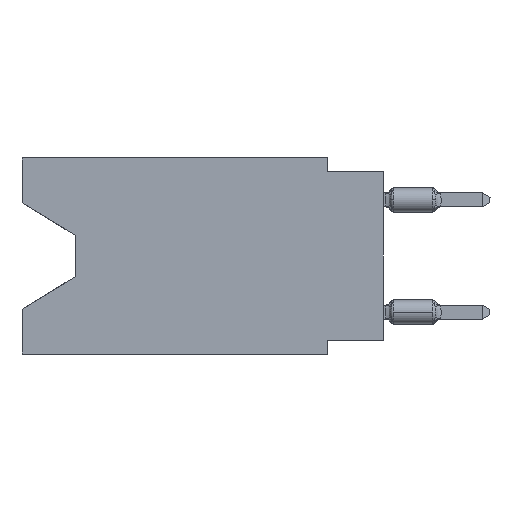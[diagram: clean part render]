
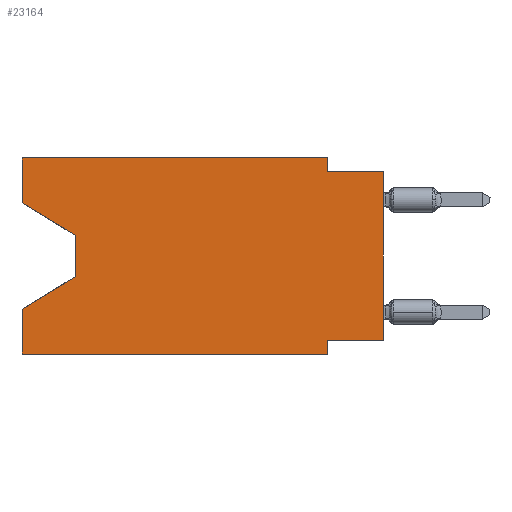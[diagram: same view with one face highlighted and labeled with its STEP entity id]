
A CAD part, left-side view. The second image highlights one B-rep face of the part: STEP entity #23164.
In plain terms, the highlighted planar face has unit normal (-1, 0, 0).
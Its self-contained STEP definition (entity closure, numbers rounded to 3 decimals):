
#52 = VECTOR ( 'NONE', #11282, 1000. ) ;
#935 = AXIS2_PLACEMENT_3D ( 'NONE', #8913, #24887, #3139 ) ;
#1010 = EDGE_CURVE ( 'NONE', #19008, #25502, #6311, .T. ) ;
#1258 = LINE ( 'NONE', #25217, #24908 ) ;
#1591 = VECTOR ( 'NONE', #18428, 1000. ) ;
#2203 = LINE ( 'NONE', #6130, #19230 ) ;
#2608 = ORIENTED_EDGE ( 'NONE', *, *, #24281, .F. ) ;
#3065 = VECTOR ( 'NONE', #21965, 1000. ) ;
#3139 = DIRECTION ( 'NONE',  ( 0., 0., -1. ) ) ;
#3678 = VERTEX_POINT ( 'NONE', #20486 ) ;
#3909 = CARTESIAN_POINT ( 'NONE',  ( 0., 16.383, 0. ) ) ;
#4153 = EDGE_CURVE ( 'NONE', #15425, #4829, #14131, .T. ) ;
#4487 = EDGE_CURVE ( 'NONE', #11921, #13542, #7409, .T. ) ;
#4577 = EDGE_CURVE ( 'NONE', #12856, #3678, #1258, .T. ) ;
#4829 = VERTEX_POINT ( 'NONE', #14611 ) ;
#5174 = CARTESIAN_POINT ( 'NONE',  ( 0., 2.54, -8.255 ) ) ;
#5376 = ORIENTED_EDGE ( 'NONE', *, *, #19854, .T. ) ;
#5998 = LINE ( 'NONE', #13984, #3065 ) ;
#6130 = CARTESIAN_POINT ( 'NONE',  ( 0., 2.54, 0. ) ) ;
#6311 = LINE ( 'NONE', #22405, #13509 ) ;
#6985 = VECTOR ( 'NONE', #11112, 1000. ) ;
#7334 = VECTOR ( 'NONE', #7478, 1000. ) ;
#7409 = LINE ( 'NONE', #11471, #14041 ) ;
#7478 = DIRECTION ( 'NONE',  ( 0., 0., 1. ) ) ;
#7751 = LINE ( 'NONE', #25550, #52 ) ;
#7932 = VERTEX_POINT ( 'NONE', #14949 ) ;
#8001 = ORIENTED_EDGE ( 'NONE', *, *, #1010, .T. ) ;
#8023 = CARTESIAN_POINT ( 'NONE',  ( 0., 16.383, -2.038 ) ) ;
#8535 = VECTOR ( 'NONE', #16520, 1000. ) ;
#8833 = EDGE_CURVE ( 'NONE', #3678, #12414, #2203, .T. ) ;
#8913 = CARTESIAN_POINT ( 'NONE',  ( 0., 16.383, 0. ) ) ;
#9311 = CARTESIAN_POINT ( 'NONE',  ( 0., 16.383, 0. ) ) ;
#9421 = LINE ( 'NONE', #25400, #15591 ) ;
#9919 = ORIENTED_EDGE ( 'NONE', *, *, #4487, .F. ) ;
#9923 = EDGE_CURVE ( 'NONE', #19008, #11921, #25506, .T. ) ;
#9988 = LINE ( 'NONE', #8023, #25565 ) ;
#10060 = LINE ( 'NONE', #10454, #1591 ) ;
#10085 = EDGE_LOOP ( 'NONE', ( #24804, #21764, #19436, #19454, #5376, #9919, #11796, #8001, #2608, #23846, #18809, #19533 ) ) ;
#10454 = CARTESIAN_POINT ( 'NONE',  ( 0., 16.383, 0. ) ) ;
#11112 = DIRECTION ( 'NONE',  ( 0., 1., 0. ) ) ;
#11220 = DIRECTION ( 'NONE',  ( 0., 0., -1. ) ) ;
#11282 = DIRECTION ( 'NONE',  ( 0., -1., 0. ) ) ;
#11471 = CARTESIAN_POINT ( 'NONE',  ( 0., 2.54, -8.89 ) ) ;
#11796 = ORIENTED_EDGE ( 'NONE', *, *, #9923, .F. ) ;
#11921 = VERTEX_POINT ( 'NONE', #5174 ) ;
#12414 = VERTEX_POINT ( 'NONE', #18897 ) ;
#12473 = CARTESIAN_POINT ( 'NONE',  ( 0., 13.97, -5.385 ) ) ;
#12856 = VERTEX_POINT ( 'NONE', #3909 ) ;
#13077 = EDGE_CURVE ( 'NONE', #7932, #12856, #10060, .T. ) ;
#13509 = VECTOR ( 'NONE', #23866, 1000. ) ;
#13542 = VERTEX_POINT ( 'NONE', #24676 ) ;
#13984 = CARTESIAN_POINT ( 'NONE',  ( 0., 0., -0.635 ) ) ;
#14041 = VECTOR ( 'NONE', #11220, 1000. ) ;
#14131 = LINE ( 'NONE', #9311, #7334 ) ;
#14611 = CARTESIAN_POINT ( 'NONE',  ( 0., 16.383, -6.852 ) ) ;
#14949 = CARTESIAN_POINT ( 'NONE',  ( 0., 16.383, -2.038 ) ) ;
#15425 = VERTEX_POINT ( 'NONE', #21474 ) ;
#15591 = VECTOR ( 'NONE', #17802, 1000. ) ;
#15999 = DIRECTION ( 'NONE',  ( 0., -0.855, -0.519 ) ) ;
#16520 = DIRECTION ( 'NONE',  ( 0., 0.855, -0.519 ) ) ;
#17279 = FACE_OUTER_BOUND ( 'NONE', #10085, .T. ) ;
#17802 = DIRECTION ( 'NONE',  ( 0., 0., -1. ) ) ;
#18126 = CARTESIAN_POINT ( 'NONE',  ( 0., 0., -8.255 ) ) ;
#18166 = CARTESIAN_POINT ( 'NONE',  ( 0., 0., -0.635 ) ) ;
#18428 = DIRECTION ( 'NONE',  ( 0., 0., 1. ) ) ;
#18809 = ORIENTED_EDGE ( 'NONE', *, *, #4577, .F. ) ;
#18897 = CARTESIAN_POINT ( 'NONE',  ( 0., 2.54, -0.635 ) ) ;
#19008 = VERTEX_POINT ( 'NONE', #18126 ) ;
#19230 = VECTOR ( 'NONE', #20010, 1000. ) ;
#19436 = ORIENTED_EDGE ( 'NONE', *, *, #24615, .T. ) ;
#19454 = ORIENTED_EDGE ( 'NONE', *, *, #4153, .F. ) ;
#19533 = ORIENTED_EDGE ( 'NONE', *, *, #13077, .F. ) ;
#19854 = EDGE_CURVE ( 'NONE', #15425, #13542, #7751, .T. ) ;
#20010 = DIRECTION ( 'NONE',  ( 0., 0., -1. ) ) ;
#20137 = EDGE_CURVE ( 'NONE', #7932, #24066, #9988, .T. ) ;
#20478 = VERTEX_POINT ( 'NONE', #23953 ) ;
#20486 = CARTESIAN_POINT ( 'NONE',  ( 0., 2.54, 0. ) ) ;
#21203 = PLANE ( 'NONE',  #935 ) ;
#21423 = CARTESIAN_POINT ( 'NONE',  ( 0., 13.97, -3.505 ) ) ;
#21474 = CARTESIAN_POINT ( 'NONE',  ( 0., 16.383, -8.89 ) ) ;
#21764 = ORIENTED_EDGE ( 'NONE', *, *, #23667, .T. ) ;
#21965 = DIRECTION ( 'NONE',  ( 0., -1., 0. ) ) ;
#22405 = CARTESIAN_POINT ( 'NONE',  ( 0., 0., 0. ) ) ;
#22542 = LINE ( 'NONE', #12473, #8535 ) ;
#23164 = ADVANCED_FACE ( 'NONE', ( #17279 ), #21203, .F. ) ;
#23241 = DIRECTION ( 'NONE',  ( 0., -1., 0. ) ) ;
#23667 = EDGE_CURVE ( 'NONE', #24066, #20478, #9421, .T. ) ;
#23846 = ORIENTED_EDGE ( 'NONE', *, *, #8833, .F. ) ;
#23866 = DIRECTION ( 'NONE',  ( 0., 0., 1. ) ) ;
#23953 = CARTESIAN_POINT ( 'NONE',  ( 0., 13.97, -5.385 ) ) ;
#24066 = VERTEX_POINT ( 'NONE', #21423 ) ;
#24281 = EDGE_CURVE ( 'NONE', #12414, #25502, #5998, .T. ) ;
#24615 = EDGE_CURVE ( 'NONE', #20478, #4829, #22542, .T. ) ;
#24676 = CARTESIAN_POINT ( 'NONE',  ( 0., 2.54, -8.89 ) ) ;
#24804 = ORIENTED_EDGE ( 'NONE', *, *, #20137, .T. ) ;
#24887 = DIRECTION ( 'NONE',  ( 1., 0., 0. ) ) ;
#24908 = VECTOR ( 'NONE', #23241, 1000. ) ;
#25217 = CARTESIAN_POINT ( 'NONE',  ( 0., 16.383, 0. ) ) ;
#25400 = CARTESIAN_POINT ( 'NONE',  ( 0., 13.97, -3.505 ) ) ;
#25502 = VERTEX_POINT ( 'NONE', #18166 ) ;
#25506 = LINE ( 'NONE', #25644, #6985 ) ;
#25550 = CARTESIAN_POINT ( 'NONE',  ( 0., 16.383, -8.89 ) ) ;
#25565 = VECTOR ( 'NONE', #15999, 1000. ) ;
#25644 = CARTESIAN_POINT ( 'NONE',  ( 0., 0., -8.255 ) ) ;
